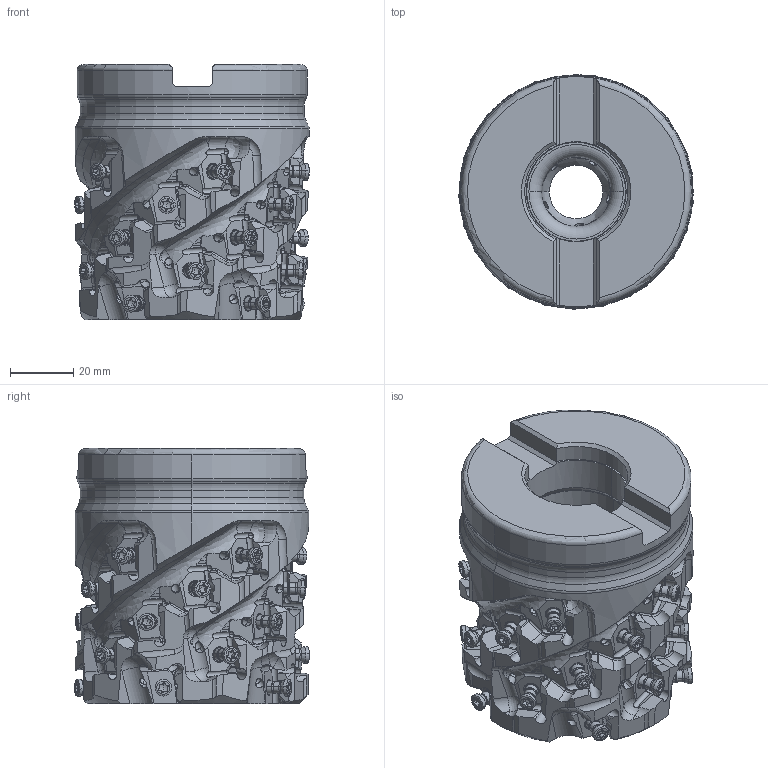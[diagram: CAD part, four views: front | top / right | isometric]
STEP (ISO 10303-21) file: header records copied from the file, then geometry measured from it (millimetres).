
FILE_DESCRIPTION(/* description */ (''),/* implementation_level */ '2;1');
FILE_NAME(/* name */ 'VPX300UR3_0005AA2025.stp',/* time_stamp */ '2021-06-22T11:13:27+09:00',/* author */ (''),/* organization */ (''),/* preprocessor_version */ 'ST-DEVELOPER v16',/* originating_system */ 'SIEMENS PLM Software NX 10.0',/* authorisation */ '');
FILE_SCHEMA (('AUTOMOTIVE_DESIGN { 1 0 10303 214 3 1 1 1 }'));
Products named in the file (1): VPX300UR3_0005AA2025_ASM
Bounding box: 74.45 x 74.61 x 80.95 mm (x, y, z)
Volume: 235095.5 mm3; surface area: 50232.5 mm2
Topology: 26 solids, 26 shells, 2786 faces, 7806 edges, 5026 vertices
Faces by surface type: cylinder 1268, plane 727, cone 289, torus 220, sphere 185, extrusion 70, bspline 27
Entity records: 115461 total; most frequent: CARTESIAN_POINT 44940, ORIENTED_EDGE 15292, DIRECTION 14189, EDGE_CURVE 7646, AXIS2_PLACEMENT_3D 5724, VERTEX_POINT 4998, EDGE_LOOP 2924, ADVANCED_FACE 2786
